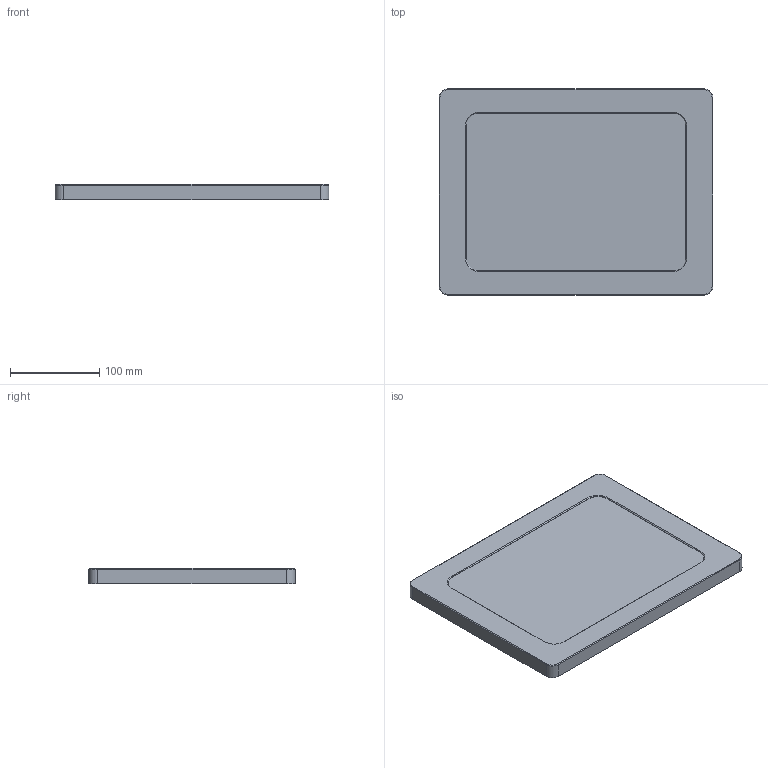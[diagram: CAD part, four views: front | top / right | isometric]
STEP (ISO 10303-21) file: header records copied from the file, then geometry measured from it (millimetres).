
FILE_DESCRIPTION(/* description */ (''),/* implementation_level */ '2;1');
FILE_NAME(/* name */ 'vb_vesa_ipad10g.step',/* time_stamp */ '2022-11-03T16:57:35-04:00',/* author */ ('NickC'),/* organization */ (''),/* preprocessor_version */ 'ST-DEVELOPER v17',/* originating_system */ 'Autodesk Inventor 2019',/* authorisation */ '');
FILE_SCHEMA (('AUTOMOTIVE_DESIGN { 1 0 10303 214 3 1 1 }'));
Length unit declared in the file: inch
Products named in the file (1): Part7
Bounding box: 305.78 x 230.31 x 16.89 mm (x, y, z)
Volume: 1135021.5 mm3; surface area: 158906.4 mm2
Topology: 1 solids, 1 shells, 561 faces, 1440 edges, 962 vertices
Faces by surface type: plane 459, cylinder 53, cone 49
Full cylindrical faces by diameter (mm): 2.438 x40, 6.3 x4, 38.1 x1
Entity records: 17208 total; most frequent: CARTESIAN_POINT 3092, ORIENTED_EDGE 2880, DIRECTION 2718, EDGE_CURVE 1440, LINE 1158, VECTOR 1158, VERTEX_POINT 962, AXIS2_PLACEMENT_3D 780
